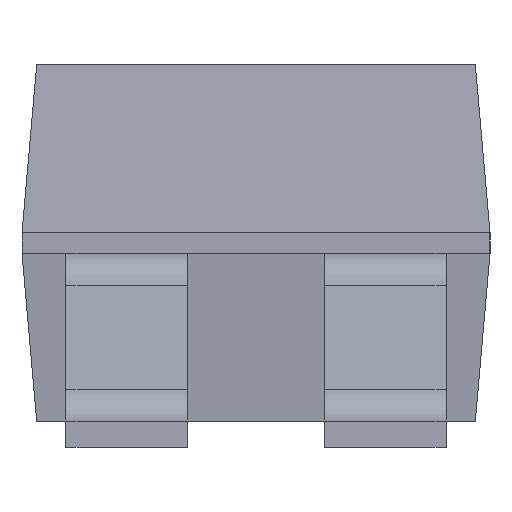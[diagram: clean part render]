
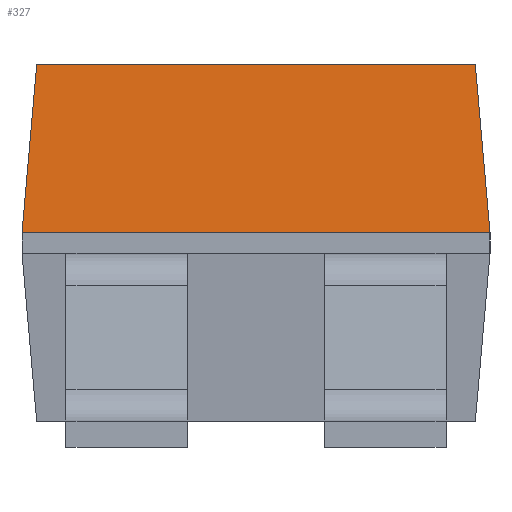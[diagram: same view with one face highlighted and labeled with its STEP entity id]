
A CAD part, front view. The second image highlights one B-rep face of the part: STEP entity #327.
In plain terms, the highlighted planar face has unit normal (0, -0.996, 0.087).
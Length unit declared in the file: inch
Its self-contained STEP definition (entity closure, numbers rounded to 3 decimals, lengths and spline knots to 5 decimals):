
#186 = VERTEX_POINT ( 'NONE', #1409 ) ;
#282 = VERTEX_POINT ( 'NONE', #1736 ) ;
#289 = EDGE_CURVE ( 'NONE', #282, #186, #1769, .T. ) ;
#322 = EDGE_CURVE ( 'NONE', #350, #371, #1821, .T. ) ;
#325 = EDGE_CURVE ( 'NONE', #350, #186, #1816, .T. ) ;
#327 = ADVANCED_FACE ( 'NONE', ( #1812 ), #1859, .T. ) ;
#328 = EDGE_LOOP ( 'NONE', ( #329, #416, #417, #418 ) ) ;
#329 = ORIENTED_EDGE ( 'NONE', *, *, #337, .T. ) ;
#337 = EDGE_CURVE ( 'NONE', #282, #371, #1846, .T. ) ;
#350 = VERTEX_POINT ( 'NONE', #1932 ) ;
#371 = VERTEX_POINT ( 'NONE', #1988 ) ;
#416 = ORIENTED_EDGE ( 'NONE', *, *, #322, .F. ) ;
#417 = ORIENTED_EDGE ( 'NONE', *, *, #325, .T. ) ;
#418 = ORIENTED_EDGE ( 'NONE', *, *, #289, .F. ) ;
#1409 = CARTESIAN_POINT ( 'NONE',  ( -0.025, 0.035, 0.073 ) ) ;
#1736 = CARTESIAN_POINT ( 'NONE',  ( 0.156, 0.035, 0.073 ) ) ;
#1762 = DIRECTION ( 'NONE',  ( -1., 0., 0. ) ) ;
#1763 = VECTOR ( 'NONE', #1762, 39.37008 ) ;
#1764 = CARTESIAN_POINT ( 'NONE',  ( -0.025, 0.035, 0.073 ) ) ;
#1769 = LINE ( 'NONE', #1764, #1763 ) ;
#1812 = FACE_OUTER_BOUND ( 'NONE', #328, .T. ) ;
#1813 = DIRECTION ( 'NONE',  ( -0.087, -0.087, -0.992 ) ) ;
#1814 = VECTOR ( 'NONE', #1813, 39.37008 ) ;
#1815 = CARTESIAN_POINT ( 'NONE',  ( -0.01936, 0.04064, 0.13751 ) ) ;
#1816 = LINE ( 'NONE', #1815, #1814 ) ;
#1818 = DIRECTION ( 'NONE',  ( 1., 0., 0. ) ) ;
#1819 = VECTOR ( 'NONE', #1818, 39.37008 ) ;
#1820 = CARTESIAN_POINT ( 'NONE',  ( 0.156, 0.04069, 0.138 ) ) ;
#1821 = LINE ( 'NONE', #1820, #1819 ) ;
#1842 = DIRECTION ( 'NONE',  ( -0.087, 0.087, 0.992 ) ) ;
#1843 = VECTOR ( 'NONE', #1842, 39.37008 ) ;
#1844 = CARTESIAN_POINT ( 'NONE',  ( 0.15036, 0.04064, 0.13751 ) ) ;
#1846 = LINE ( 'NONE', #1844, #1843 ) ;
#1854 = DIRECTION ( 'NONE',  ( 0., -0.087, -0.996 ) ) ;
#1855 = DIRECTION ( 'NONE',  ( 0., -0.996, 0.087 ) ) ;
#1856 = CARTESIAN_POINT ( 'NONE',  ( 0.156, 0.035, 0.073 ) ) ;
#1857 = AXIS2_PLACEMENT_3D ( 'NONE', #1856, #1855, #1854 ) ;
#1859 = PLANE ( 'NONE',  #1857 ) ;
#1932 = CARTESIAN_POINT ( 'NONE',  ( -0.01931, 0.04069, 0.138 ) ) ;
#1988 = CARTESIAN_POINT ( 'NONE',  ( 0.15031, 0.04069, 0.138 ) ) ;
